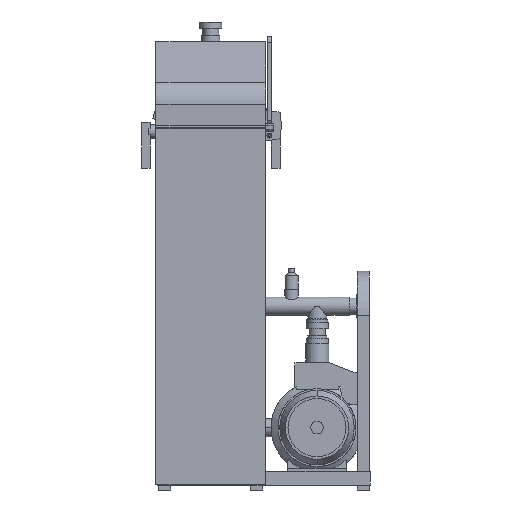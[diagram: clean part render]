
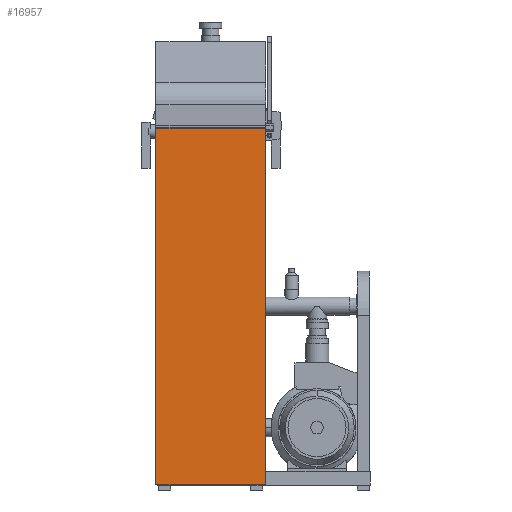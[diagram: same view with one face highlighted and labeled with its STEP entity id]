
A CAD part, front view. The second image highlights one B-rep face of the part: STEP entity #16957.
In plain terms, the highlighted planar face has unit normal (0, -1, 0).
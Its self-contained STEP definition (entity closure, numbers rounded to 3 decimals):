
#1868 = CARTESIAN_POINT ( 'NONE',  ( 0., -224.3, 10.354 ) ) ;
#1895 = CARTESIAN_POINT ( 'NONE',  ( 113.5, -224.3, 10.354 ) ) ;
#2991 = VECTOR ( 'NONE', #18860, 1000. ) ;
#3769 = VERTEX_POINT ( 'NONE', #1895 ) ;
#3929 = FACE_OUTER_BOUND ( 'NONE', #17748, .T. ) ;
#4143 = ORIENTED_EDGE ( 'NONE', *, *, #11527, .F. ) ;
#4702 = LINE ( 'NONE', #17255, #8480 ) ;
#6094 = EDGE_CURVE ( 'NONE', #3769, #12593, #15921, .T. ) ;
#6141 = CARTESIAN_POINT ( 'NONE',  ( -113.5, -224.3, 746.194 ) ) ;
#6217 = CARTESIAN_POINT ( 'NONE',  ( 0., -224.3, 746.194 ) ) ;
#7167 = DIRECTION ( 'NONE',  ( 0., 0., -1. ) ) ;
#7278 = PLANE ( 'NONE',  #9518 ) ;
#7452 = ORIENTED_EDGE ( 'NONE', *, *, #11101, .F. ) ;
#8480 = VECTOR ( 'NONE', #14117, 1000. ) ;
#8505 = CARTESIAN_POINT ( 'NONE',  ( 113.5, -224.3, 746.194 ) ) ;
#9518 = AXIS2_PLACEMENT_3D ( 'NONE', #14771, #14866, #7167 ) ;
#9955 = VECTOR ( 'NONE', #18959, 1000. ) ;
#11101 = EDGE_CURVE ( 'NONE', #14217, #3769, #4702, .T. ) ;
#11122 = EDGE_CURVE ( 'NONE', #14217, #17093, #12686, .T. ) ;
#11527 = EDGE_CURVE ( 'NONE', #12593, #17093, #12909, .T. ) ;
#12593 = VERTEX_POINT ( 'NONE', #15767 ) ;
#12686 = LINE ( 'NONE', #6217, #2991 ) ;
#12909 = LINE ( 'NONE', #14333, #16592 ) ;
#13379 = ORIENTED_EDGE ( 'NONE', *, *, #6094, .F. ) ;
#14117 = DIRECTION ( 'NONE',  ( 0., 0., -1. ) ) ;
#14217 = VERTEX_POINT ( 'NONE', #8505 ) ;
#14333 = CARTESIAN_POINT ( 'NONE',  ( -113.5, -224.3, 10.354 ) ) ;
#14771 = CARTESIAN_POINT ( 'NONE',  ( 0., -224.3, 746.194 ) ) ;
#14866 = DIRECTION ( 'NONE',  ( 0., -1., 0. ) ) ;
#15174 = ORIENTED_EDGE ( 'NONE', *, *, #11122, .T. ) ;
#15767 = CARTESIAN_POINT ( 'NONE',  ( -113.5, -224.3, 10.354 ) ) ;
#15921 = LINE ( 'NONE', #1868, #9955 ) ;
#16592 = VECTOR ( 'NONE', #19068, 1000. ) ;
#16957 = ADVANCED_FACE ( 'NONE', ( #3929 ), #7278, .T. ) ;
#17093 = VERTEX_POINT ( 'NONE', #6141 ) ;
#17255 = CARTESIAN_POINT ( 'NONE',  ( 113.5, -224.3, 10.354 ) ) ;
#17748 = EDGE_LOOP ( 'NONE', ( #13379, #7452, #15174, #4143 ) ) ;
#18860 = DIRECTION ( 'NONE',  ( -1., 0., 0. ) ) ;
#18959 = DIRECTION ( 'NONE',  ( -1., 0., 0. ) ) ;
#19068 = DIRECTION ( 'NONE',  ( 0., 0., 1. ) ) ;
